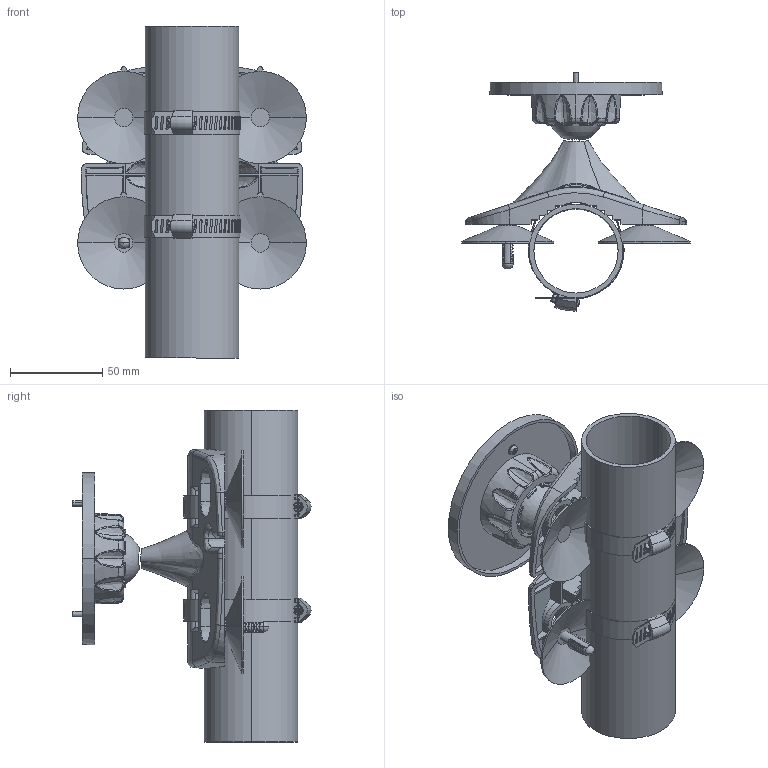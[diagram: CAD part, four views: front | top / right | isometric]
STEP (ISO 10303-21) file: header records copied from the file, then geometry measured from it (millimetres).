
FILE_DESCRIPTION (( 'STEP AP214' ), '1' );
FILE_NAME ('MB.99X.W_Web.STEP', '2025-03-27T09:36:38', ( '' ), ( '' ), 'SwSTEP 2.0', 'SolidWorks 2022', '' );
FILE_SCHEMA (( 'AUTOMOTIVE_DESIGN' ));
Length unit declared in the file: millimetre
Products named in the file (1): MB.99X.W_Web
Bounding box: 124 x 129.08 x 180 mm (x, y, z)
Surface area: 143093.3 mm2 (no closed solid volume)
Topology: 0 solids, 24 shells, 985 faces, 3677 edges, 2627 vertices
Faces by surface type: plane 393, cylinder 251, bspline 152, cone 120, torus 57, sphere 12
Entity records: 69166 total; most frequent: CARTESIAN_POINT 31108, ORIENTED_EDGE 5704, DIRECTION 4590, EDGE_CURVE 3673, VERTEX_POINT 2625, AXIS2_PLACEMENT_3D 1535, VECTOR 1520, LINE 1520
